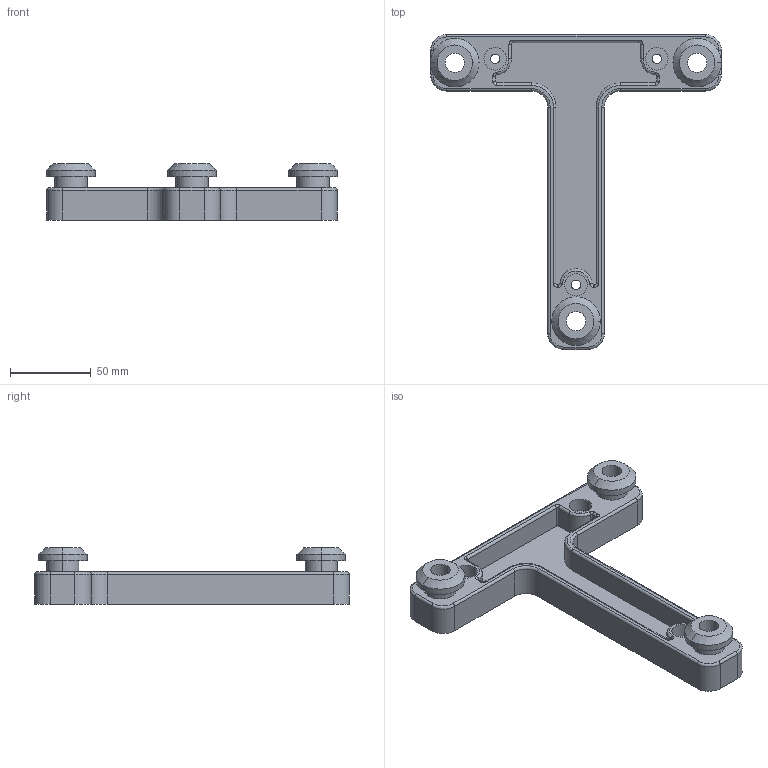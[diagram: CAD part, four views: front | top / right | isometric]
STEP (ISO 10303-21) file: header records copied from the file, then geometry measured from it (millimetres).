
FILE_DESCRIPTION (( 'STEP AP203' ), '1' );
FILE_NAME ('Tree mount.STEP', '2019-09-18T14:54:32', ( '' ), ( '' ), 'SwSTEP 2.0', 'SolidWorks 2018', '' );
FILE_SCHEMA (( 'CONFIG_CONTROL_DESIGN' ));
Length unit declared in the file: millimetre
Products named in the file (1): Tree mount
Bounding box: 180 x 195 x 35 mm (x, y, z)
Volume: 162285.6 mm3; surface area: 54565.3 mm2
Topology: 1 solids, 1 shells, 132 faces, 312 edges, 192 vertices
Faces by surface type: cylinder 72, plane 31, torus 23, cone 6
Entity records: 3930 total; most frequent: DIRECTION 755, CARTESIAN_POINT 637, ORIENTED_EDGE 624, EDGE_CURVE 312, AXIS2_PLACEMENT_3D 310, VERTEX_POINT 192, CIRCLE 177, EDGE_LOOP 154
